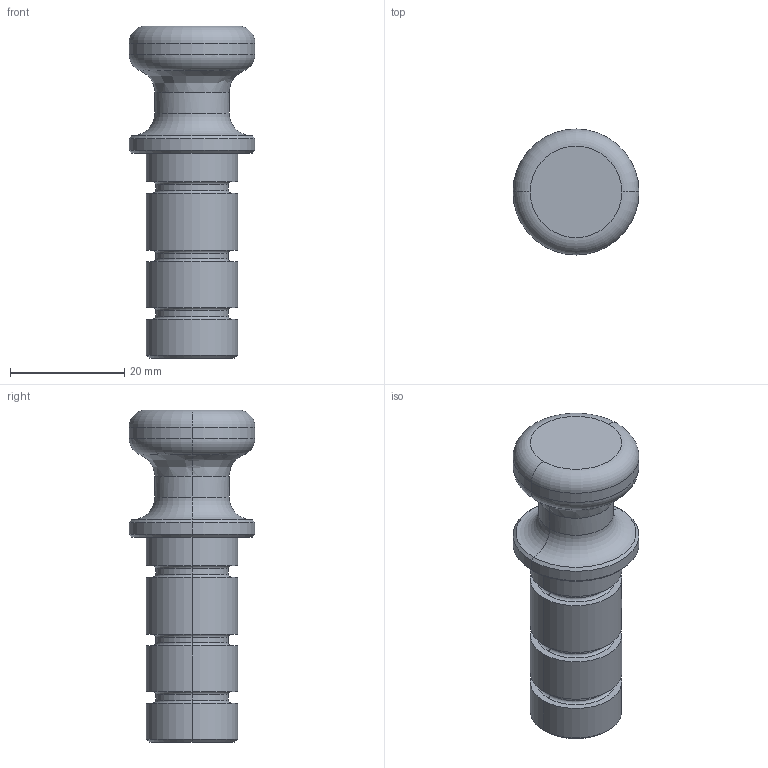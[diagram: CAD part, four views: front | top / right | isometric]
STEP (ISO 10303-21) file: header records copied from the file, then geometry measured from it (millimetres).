
FILE_DESCRIPTION(('STEP AP214'),'1');
FILE_NAME('160740.2.STP','2011-09-08T13:51:13',(' '),(' '),'Spatial InterOp 3D',' ',' ');
FILE_SCHEMA(('automotive_design'));
Length unit declared in the file: millimetre
Products named in the file (2): Zylinder
Bounding box: 22 x 22 x 58 mm (x, y, z)
Volume: 12392.5 mm3; surface area: 4907.1 mm2
Topology: 2 solids, 2 shells, 64 faces, 126 edges, 74 vertices
Faces by surface type: cylinder 24, torus 20, plane 12, cone 6, bspline 2
Entity records: 2589 total; most frequent: CARTESIAN_POINT 657, DIRECTION 336, ORIENTED_EDGE 252, AXIS2_PLACEMENT_3D 153, EDGE_CURVE 126, CIRCLE 89, VERTEX_POINT 74, EDGE_LOOP 72
